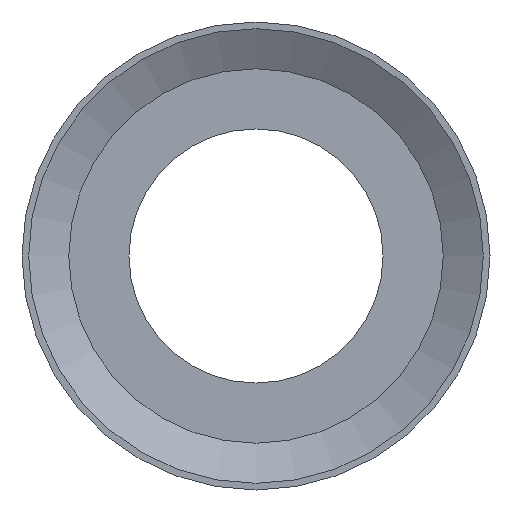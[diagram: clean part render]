
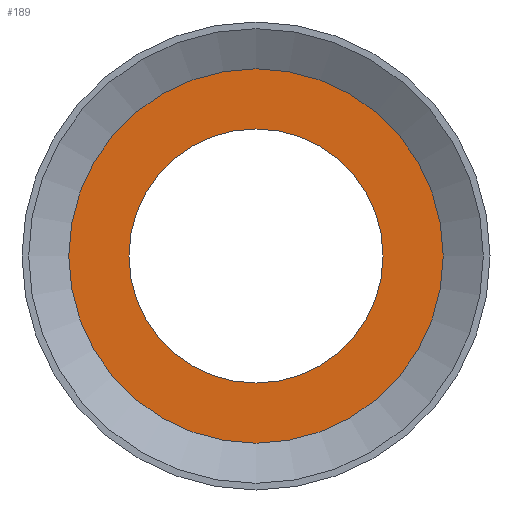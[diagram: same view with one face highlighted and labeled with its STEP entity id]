
A CAD part, front view. The second image highlights one B-rep face of the part: STEP entity #189.
In plain terms, the highlighted planar face has unit normal (0, -1, 0).
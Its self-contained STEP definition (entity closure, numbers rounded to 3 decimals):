
#174=PLANE('',#501);
#189=ADVANCED_FACE('',(#221,#222),#174,.T.);
#221=FACE_BOUND('',#249,.T.);
#222=FACE_BOUND('',#250,.T.);
#249=EDGE_LOOP('',(#289));
#250=EDGE_LOOP('',(#290));
#289=ORIENTED_EDGE('',*,*,#421,.T.);
#290=ORIENTED_EDGE('',*,*,#420,.T.);
#383=VERTEX_POINT('',#683);
#384=VERTEX_POINT('',#686);
#420=EDGE_CURVE('',#383,#383,#469,.T.);
#421=EDGE_CURVE('',#384,#384,#470,.T.);
#469=CIRCLE('',#498,28.);
#470=CIRCLE('',#500,19.);
#498=AXIS2_PLACEMENT_3D('',#682,#558,#559);
#500=AXIS2_PLACEMENT_3D('',#685,#562,#563);
#501=AXIS2_PLACEMENT_3D('',#687,#564,#565);
#558=DIRECTION('',(0.,-1.,0.));
#559=DIRECTION('',(1.,0.,0.));
#562=DIRECTION('',(0.,1.,0.));
#563=DIRECTION('',(1.,0.,0.));
#564=DIRECTION('',(0.,-1.,0.));
#565=DIRECTION('',(-1.,0.,0.));
#682=CARTESIAN_POINT('',(0.,-0.5,0.));
#683=CARTESIAN_POINT('',(28.,-0.5,0.));
#685=CARTESIAN_POINT('',(0.,-0.5,0.));
#686=CARTESIAN_POINT('',(19.,-0.5,0.));
#687=CARTESIAN_POINT('',(0.,-0.5,0.));
